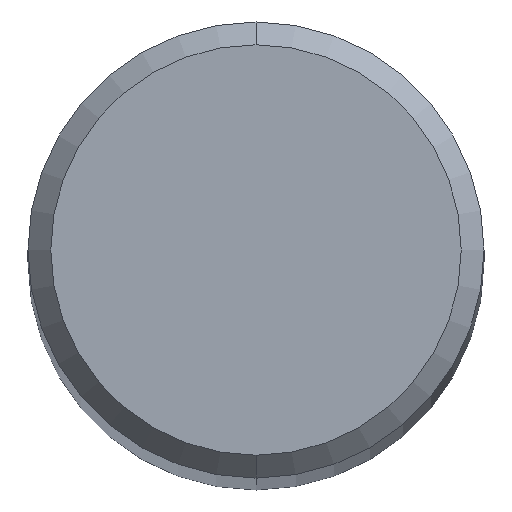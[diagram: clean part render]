
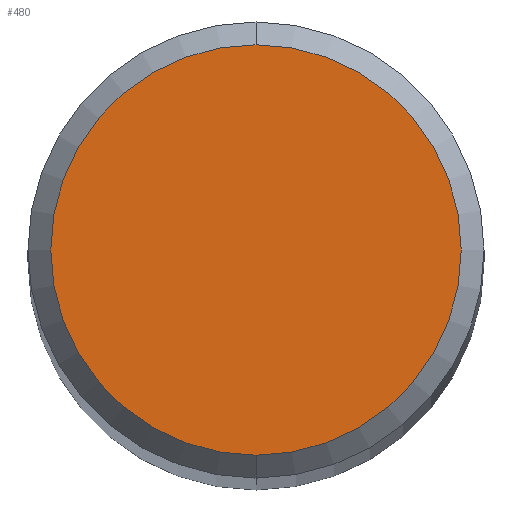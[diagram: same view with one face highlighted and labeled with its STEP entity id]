
A CAD part, top view. The second image highlights one B-rep face of the part: STEP entity #480.
In plain terms, the highlighted planar face has unit normal (0, 0, 1).
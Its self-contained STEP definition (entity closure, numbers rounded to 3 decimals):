
#480=ADVANCED_FACE('',(#1281),#1282,.T.);
#488=VERTEX_POINT('',#1291);
#836=EDGE_CURVE('',#956,#488,#1670,.T.);
#956=VERTEX_POINT('',#1800);
#960=EDGE_CURVE('',#488,#956,#1804,.T.);
#1281=FACE_OUTER_BOUND('',#2344,.T.);
#1282=PLANE('',#2345);
#1291=CARTESIAN_POINT('',(0.,-0.9,0.0));
#1670=CIRCLE('',#3971,0.9);
#1800=CARTESIAN_POINT('',(0.0,0.9,0.0));
#1804=CIRCLE('',#4741,0.9);
#2344=EDGE_LOOP('',(#6422,#6423));
#2345=AXIS2_PLACEMENT_3D('',#6424,#6425,#6426);
#3971=AXIS2_PLACEMENT_3D('',#6851,#6852,#6853);
#4741=AXIS2_PLACEMENT_3D('',#6968,#6969,#6970);
#6422=ORIENTED_EDGE('',*,*,#836,.F.);
#6423=ORIENTED_EDGE('',*,*,#960,.F.);
#6424=CARTESIAN_POINT('',(0.0,0.45,0.0));
#6425=DIRECTION('',(-0.0,0.0,1.0));
#6426=DIRECTION('',(0.0,-1.0,0.0));
#6851=CARTESIAN_POINT('',(0.0,0.0,0.0));
#6852=DIRECTION('',(0.0,0.0,-1.0));
#6853=DIRECTION('',(0.0,1.0,0.0));
#6968=CARTESIAN_POINT('',(0.0,0.0,0.0));
#6969=DIRECTION('',(0.0,0.0,-1.0));
#6970=DIRECTION('',(0.0,1.0,0.0));
